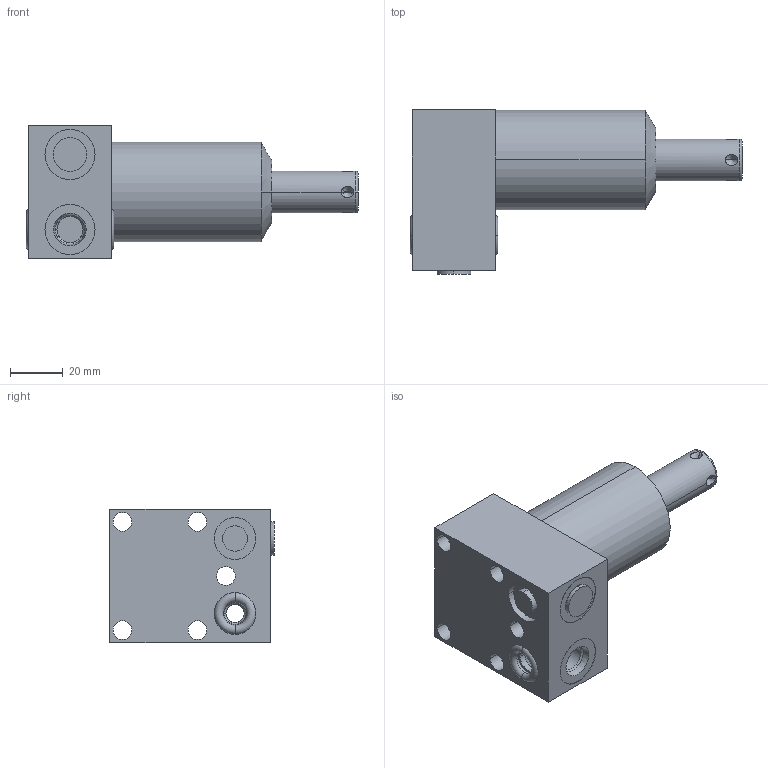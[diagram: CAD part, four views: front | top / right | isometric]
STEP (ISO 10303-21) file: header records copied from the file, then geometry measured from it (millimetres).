
FILE_DESCRIPTION((''),'2;1');
FILE_NAME('ILC15210904S','2021-06-02T',('Asawyer'),(''),'PRO/ENGINEER BY PARAMETRIC TECHNOLOGY CORPORATION, 2013320','PRO/ENGINEER BY PARAMETRIC TECHNOLOGY CORPORATION, 2013320','');
FILE_SCHEMA(('CONFIG_CONTROL_DESIGN'));
Length unit declared in the file: inch
Products named in the file (1): ILC15210904S
Bounding box: 126.34 x 62.51 x 50.8 mm (x, y, z)
Volume: 160666 mm3; surface area: 29070.4 mm2
Topology: 3 solids, 5 shells, 105 faces, 248 edges, 149 vertices
Faces by surface type: cylinder 46, cone 28, plane 21, torus 10
Entity records: 3277 total; most frequent: CARTESIAN_POINT 764, DIRECTION 556, ORIENTED_EDGE 472, EDGE_CURVE 238, AXIS2_PLACEMENT_3D 232, VERTEX_POINT 149, EDGE_LOOP 133, CIRCLE 126
